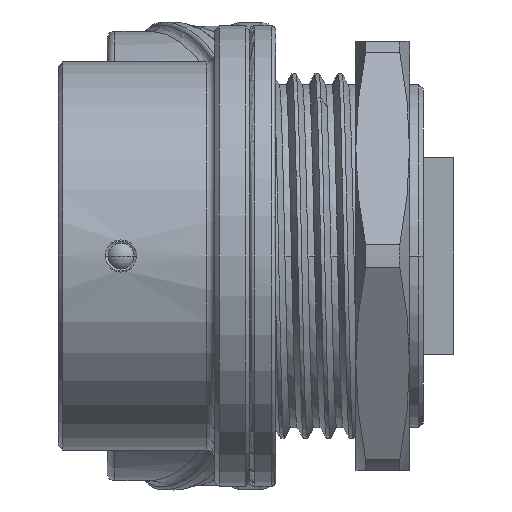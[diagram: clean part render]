
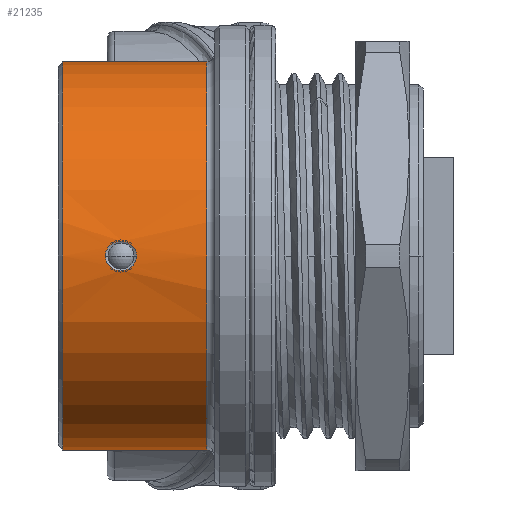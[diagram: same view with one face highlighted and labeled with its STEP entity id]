
A CAD part, left-side view. The second image highlights one B-rep face of the part: STEP entity #21235.
In plain terms, the highlighted cylindrical face has radius 12.65 mm (diameter 25.3 mm), a partial arc.
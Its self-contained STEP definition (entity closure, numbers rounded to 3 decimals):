
#5069=CARTESIAN_POINT('',(0.,-16.2,0.));
#5070=DIRECTION('',(0.,1.,0.));
#5071=DIRECTION('',(0.,0.,-1.));
#5072=AXIS2_PLACEMENT_3D('',#5069,#5070,#5071);
#5084=DIRECTION('',(0.,1.,0.));
#5085=VECTOR('',#5084,9.4);
#5086=CARTESIAN_POINT('',(0.,-16.2,-12.65));
#5087=LINE('',#5086,#5085);
#5088=CARTESIAN_POINT('',(-12.65,-9.58,0.));
#5089=CARTESIAN_POINT('',(-12.65,-9.58,-0.098));
#5090=CARTESIAN_POINT('',(-12.648,-9.611,
-0.287));
#5091=CARTESIAN_POINT('',(-12.639,-9.748,
-0.553));
#5092=CARTESIAN_POINT('',(-12.627,-9.973,
-0.775));
#5093=CARTESIAN_POINT('',(-12.617,-10.259,
-0.919));
#5094=CARTESIAN_POINT('',(-12.612,-10.584,
-0.974));
#5095=CARTESIAN_POINT('',(-12.616,-10.914,
-0.928));
#5096=CARTESIAN_POINT('',(-12.626,-11.208,
-0.789));
#5097=CARTESIAN_POINT('',(-12.638,-11.443,
-0.567));
#5098=CARTESIAN_POINT('',(-12.648,-11.587,
-0.295));
#5099=CARTESIAN_POINT('',(-12.65,-11.62,-0.102));
#5100=CARTESIAN_POINT('',(-12.65,-11.62,0.));
#5102=CARTESIAN_POINT('',(-12.65,-11.62,0.));
#5103=CARTESIAN_POINT('',(-12.65,-11.62,0.098));
#5104=CARTESIAN_POINT('',(-12.648,-11.589,
0.287));
#5105=CARTESIAN_POINT('',(-12.639,-11.452,
0.553));
#5106=CARTESIAN_POINT('',(-12.627,-11.227,
0.775));
#5107=CARTESIAN_POINT('',(-12.617,-10.941,
0.919));
#5108=CARTESIAN_POINT('',(-12.612,-10.616,
0.974));
#5109=CARTESIAN_POINT('',(-12.616,-10.286,
0.928));
#5110=CARTESIAN_POINT('',(-12.626,-9.992,
0.789));
#5111=CARTESIAN_POINT('',(-12.638,-9.757,
0.567));
#5112=CARTESIAN_POINT('',(-12.648,-9.613,
0.295));
#5113=CARTESIAN_POINT('',(-12.65,-9.58,0.102));
#5114=CARTESIAN_POINT('',(-12.65,-9.58,0.));
#5116=DIRECTION('',(0.,1.,0.));
#5117=VECTOR('',#5116,9.4);
#5118=CARTESIAN_POINT('',(0.,-16.2,12.65));
#5119=LINE('',#5118,#5117);
#6058=CARTESIAN_POINT('',(0.,-6.8,0.));
#6059=DIRECTION('',(0.,-1.,0.));
#6060=DIRECTION('',(0.,0.,1.));
#6061=AXIS2_PLACEMENT_3D('',#6058,#6059,#6060);
#10834=CARTESIAN_POINT('',(0.,-16.2,12.65));
#10835=CARTESIAN_POINT('',(0.,-16.2,-12.65));
#10836=VERTEX_POINT('',#10834);
#10837=VERTEX_POINT('',#10835);
#10838=CARTESIAN_POINT('',(0.,-6.8,12.65));
#10839=VERTEX_POINT('',#10838);
#10840=CARTESIAN_POINT('',(0.,-6.8,-12.65));
#10841=VERTEX_POINT('',#10840);
#11292=VERTEX_POINT('',#5088);
#11293=VERTEX_POINT('',#5100);
#21215=CARTESIAN_POINT('',(0.,-17.21,0.));
#21216=DIRECTION('',(0.,1.,0.));
#21217=DIRECTION('',(0.,0.,-1.));
#21218=AXIS2_PLACEMENT_3D('',#21215,#21216,#21217);
#21219=CYLINDRICAL_SURFACE('',#21218,12.65);
#21220=ORIENTED_EDGE('',*,*,#21204,.F.);
#21222=ORIENTED_EDGE('',*,*,#21221,.T.);
#21224=ORIENTED_EDGE('',*,*,#21223,.F.);
#21226=ORIENTED_EDGE('',*,*,#21225,.F.);
#21227=EDGE_LOOP('',(#21220,#21222,#21224,#21226));
#21228=FACE_OUTER_BOUND('',#21227,.F.);
#21230=ORIENTED_EDGE('',*,*,#21229,.T.);
#21232=ORIENTED_EDGE('',*,*,#21231,.T.);
#21233=EDGE_LOOP('',(#21230,#21232));
#21234=FACE_BOUND('',#21233,.F.);
#21235=ADVANCED_FACE('',(#21228,#21234),#21219,.T.);
#5073=CIRCLE('',#5072,12.65);
#5101=B_SPLINE_CURVE_WITH_KNOTS('',3,(#5088,#5089,#5090,#5091,#5092,#5093,#5094,
#5095,#5096,#5097,#5098,#5099,#5100),.UNSPECIFIED.,.F.,.F.,(4,1,1,1,1,1,1,1,1,1,
4),(0.,0.1,0.2,0.3,0.4,0.5,0.6,0.7,0.8,0.9,1.),
.UNSPECIFIED.);
#5115=B_SPLINE_CURVE_WITH_KNOTS('',3,(#5102,#5103,#5104,#5105,#5106,#5107,#5108,
#5109,#5110,#5111,#5112,#5113,#5114),.UNSPECIFIED.,.F.,.F.,(4,1,1,1,1,1,1,1,1,1,
4),(0.,0.1,0.2,0.3,0.4,0.5,0.6,0.7,0.8,0.9,1.),
.UNSPECIFIED.);
#6062=CIRCLE('',#6061,12.65);
#21204=EDGE_CURVE('',#10837,#10836,#5073,.T.);
#21221=EDGE_CURVE('',#10837,#10841,#5087,.T.);
#21223=EDGE_CURVE('',#10839,#10841,#6062,.T.);
#21225=EDGE_CURVE('',#10836,#10839,#5119,.T.);
#21229=EDGE_CURVE('',#11292,#11293,#5101,.T.);
#21231=EDGE_CURVE('',#11293,#11292,#5115,.T.);
